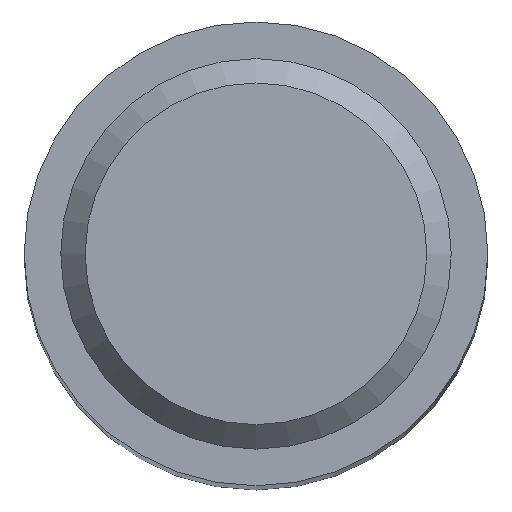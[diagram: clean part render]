
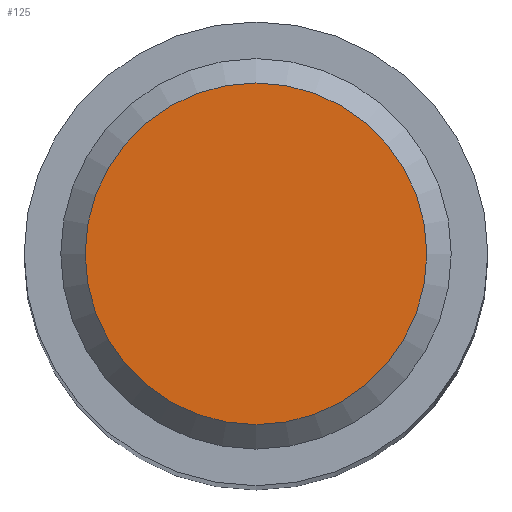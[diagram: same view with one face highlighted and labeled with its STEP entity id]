
A CAD part, top view. The second image highlights one B-rep face of the part: STEP entity #125.
In plain terms, the highlighted planar face has unit normal (0, 0, 1).
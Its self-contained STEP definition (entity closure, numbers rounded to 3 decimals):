
#31=FACE_OUTER_BOUND('',#40,.T.);
#40=EDGE_LOOP('',(#83));
#51=CIRCLE('',#158,21.);
#60=VERTEX_POINT('',#220);
#69=EDGE_CURVE('',#60,#60,#51,.T.);
#83=ORIENTED_EDGE('',*,*,#69,.F.);
#111=PLANE('',#157);
#125=ADVANCED_FACE('',(#31),#111,.F.);
#157=AXIS2_PLACEMENT_3D('',#219,#177,#178);
#158=AXIS2_PLACEMENT_3D('',#221,#179,#180);
#177=DIRECTION('center_axis',(0.,0.,-1.));
#178=DIRECTION('ref_axis',(1.,0.,0.));
#179=DIRECTION('center_axis',(0.,0.,-1.));
#180=DIRECTION('ref_axis',(-1.,0.,0.));
#219=CARTESIAN_POINT('Origin',(0.,0.,303.));
#220=CARTESIAN_POINT('',(-21.,0.,303.));
#221=CARTESIAN_POINT('Origin',(0.,0.,303.));
